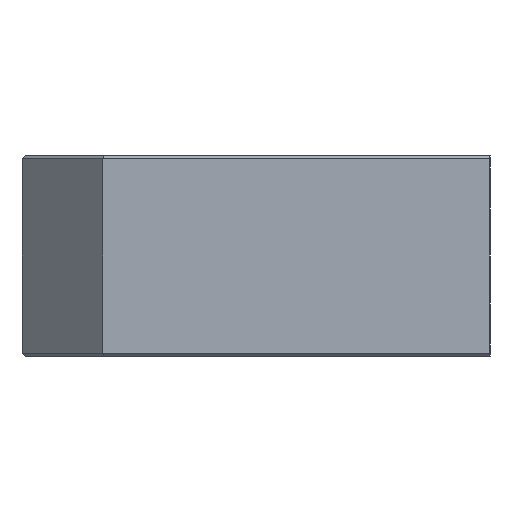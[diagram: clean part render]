
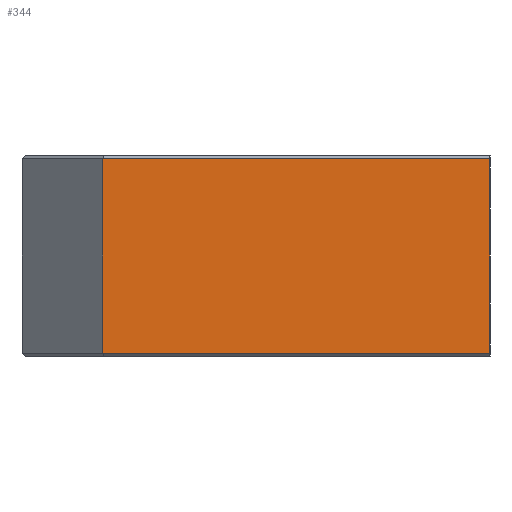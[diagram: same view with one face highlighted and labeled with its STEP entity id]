
A CAD part, left-side view. The second image highlights one B-rep face of the part: STEP entity #344.
In plain terms, the highlighted planar face has unit normal (-1, 0, 0).
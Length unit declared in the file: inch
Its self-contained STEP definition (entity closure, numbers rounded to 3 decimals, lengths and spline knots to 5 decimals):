
#134 = EDGE_CURVE ( 'NONE', #149, #135, #1049, .T. ) ;
#135 = VERTEX_POINT ( 'NONE', #1045 ) ;
#149 = VERTEX_POINT ( 'NONE', #1061 ) ;
#154 = EDGE_CURVE ( 'NONE', #149, #166, #1060, .T. ) ;
#166 = VERTEX_POINT ( 'NONE', #1153 ) ;
#343 = EDGE_CURVE ( 'NONE', #361, #135, #1682, .T. ) ;
#344 = ADVANCED_FACE ( 'NONE', ( #1678 ), #1721, .F. ) ;
#345 = EDGE_LOOP ( 'NONE', ( #346, #348, #397, #398 ) ) ;
#346 = ORIENTED_EDGE ( 'NONE', *, *, #347, .T. ) ;
#347 = EDGE_CURVE ( 'NONE', #166, #361, #1716, .T. ) ;
#348 = ORIENTED_EDGE ( 'NONE', *, *, #343, .T. ) ;
#361 = VERTEX_POINT ( 'NONE', #1736 ) ;
#397 = ORIENTED_EDGE ( 'NONE', *, *, #134, .F. ) ;
#398 = ORIENTED_EDGE ( 'NONE', *, *, #154, .T. ) ;
#1045 = CARTESIAN_POINT ( 'NONE',  ( -0.3, 0., 0.005 ) ) ;
#1046 = DIRECTION ( 'NONE',  ( 0., 0., -1. ) ) ;
#1047 = VECTOR ( 'NONE', #1046, 39.37008 ) ;
#1048 = CARTESIAN_POINT ( 'NONE',  ( -0.3, 0., 0.31 ) ) ;
#1049 = LINE ( 'NONE', #1048, #1047 ) ;
#1060 = LINE ( 'NONE', #1104, #1103 ) ;
#1061 = CARTESIAN_POINT ( 'NONE',  ( -0.3, 0., 0.305 ) ) ;
#1102 = DIRECTION ( 'NONE',  ( 0., 1., 0. ) ) ;
#1103 = VECTOR ( 'NONE', #1102, 39.37008 ) ;
#1104 = CARTESIAN_POINT ( 'NONE',  ( -0.3, 0.598, 0.305 ) ) ;
#1153 = CARTESIAN_POINT ( 'NONE',  ( -0.3, 0.598, 0.305 ) ) ;
#1678 = FACE_OUTER_BOUND ( 'NONE', #345, .T. ) ;
#1679 = DIRECTION ( 'NONE',  ( 0., -1., 0. ) ) ;
#1680 = VECTOR ( 'NONE', #1679, 39.37008 ) ;
#1681 = CARTESIAN_POINT ( 'NONE',  ( -0.3, 0.723, 0.005 ) ) ;
#1682 = LINE ( 'NONE', #1681, #1680 ) ;
#1713 = DIRECTION ( 'NONE',  ( 0., 0., -1. ) ) ;
#1714 = VECTOR ( 'NONE', #1713, 39.37008 ) ;
#1715 = CARTESIAN_POINT ( 'NONE',  ( -0.3, 0.598, 0.31 ) ) ;
#1716 = LINE ( 'NONE', #1715, #1714 ) ;
#1717 = DIRECTION ( 'NONE',  ( 0., 1., 0. ) ) ;
#1718 = DIRECTION ( 'NONE',  ( 1., 0., 0. ) ) ;
#1719 = CARTESIAN_POINT ( 'NONE',  ( -0.3, 0.723, 0.31 ) ) ;
#1720 = AXIS2_PLACEMENT_3D ( 'NONE', #1719, #1718, #1717 ) ;
#1721 = PLANE ( 'NONE',  #1720 ) ;
#1736 = CARTESIAN_POINT ( 'NONE',  ( -0.3, 0.598, 0.005 ) ) ;
